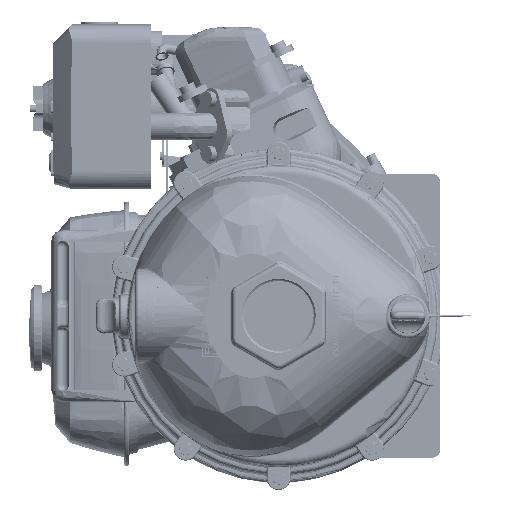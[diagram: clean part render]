
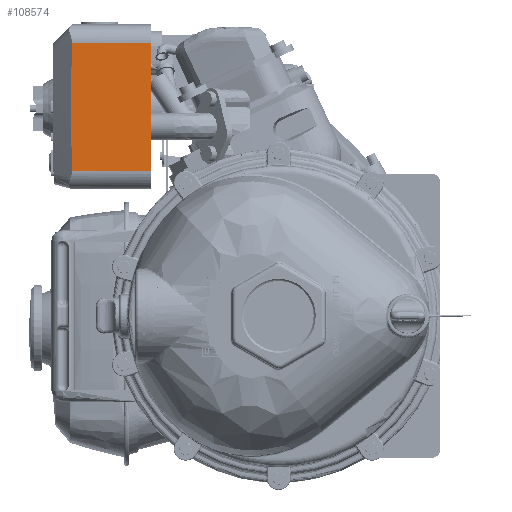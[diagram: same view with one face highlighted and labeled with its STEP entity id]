
A CAD part, left-side view. The second image highlights one B-rep face of the part: STEP entity #108574.
In plain terms, the highlighted face is planar.
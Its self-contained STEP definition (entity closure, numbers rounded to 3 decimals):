
#10437=CIRCLE('',#118492,1985.);
#12909=PLANE('',#118491);
#18646=FACE_OUTER_BOUND('',#24843,.T.);
#24843=EDGE_LOOP('',(#101379,#101380,#101381,#101382));
#35550=LINE('',#261443,#42768);
#35622=LINE('',#262407,#42840);
#35623=LINE('',#262409,#42841);
#42768=VECTOR('',#143782,104.);
#42840=VECTOR('',#144022,64.319);
#42841=VECTOR('',#144023,64.319);
#53320=VERTEX_POINT('',#261429);
#53326=VERTEX_POINT('',#261441);
#53393=VERTEX_POINT('',#262406);
#53394=VERTEX_POINT('',#262408);
#69347=EDGE_CURVE('',#53320,#53326,#35550,.F.);
#69465=EDGE_CURVE('',#53320,#53393,#35622,.T.);
#69466=EDGE_CURVE('',#53326,#53394,#35623,.T.);
#69467=EDGE_CURVE('',#53394,#53393,#10437,.T.);
#101379=ORIENTED_EDGE('',*,*,#69465,.F.);
#101380=ORIENTED_EDGE('',*,*,#69347,.T.);
#101381=ORIENTED_EDGE('',*,*,#69466,.T.);
#101382=ORIENTED_EDGE('',*,*,#69467,.T.);
#108574=ADVANCED_FACE('',(#18646),#12909,.F.);
#118491=AXIS2_PLACEMENT_3D('',#262405,#144020,#144021);
#118492=AXIS2_PLACEMENT_3D('',#262410,#144024,#144025);
#143782=DIRECTION('',(-1.,0.,0.));
#144020=DIRECTION('center_axis',(0.,1.,0.));
#144021=DIRECTION('ref_axis',(0.,0.,1.));
#144022=DIRECTION('',(0.,0.,1.));
#144023=DIRECTION('',(0.,0.,1.));
#144024=DIRECTION('center_axis',(0.,-1.,0.));
#144025=DIRECTION('ref_axis',(-0.026,0.,1.));
#261429=CARTESIAN_POINT('',(117.978,-88.66,129.25));
#261441=CARTESIAN_POINT('',(221.979,-88.66,129.25));
#261443=CARTESIAN_POINT('',(221.979,-88.66,129.25));
#262405=CARTESIAN_POINT('Origin',(236.979,-88.66,129.25));
#262406=CARTESIAN_POINT('',(117.978,-88.66,193.569));
#262407=CARTESIAN_POINT('',(117.978,-88.66,129.25));
#262408=CARTESIAN_POINT('',(221.979,-88.66,193.569));
#262409=CARTESIAN_POINT('',(221.979,-88.66,129.25));
#262410=CARTESIAN_POINT('Origin',(169.979,-88.66,-1790.75));
